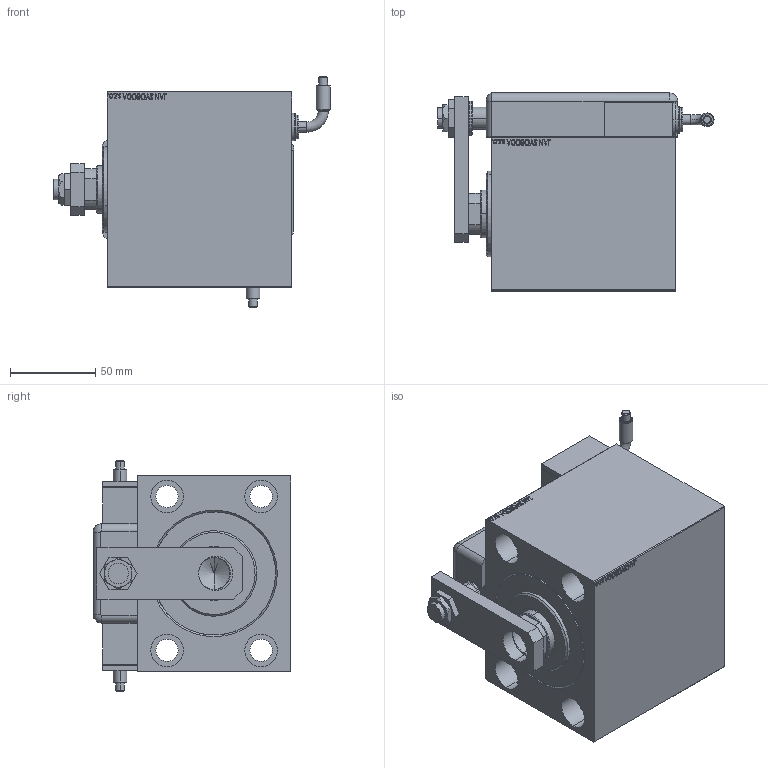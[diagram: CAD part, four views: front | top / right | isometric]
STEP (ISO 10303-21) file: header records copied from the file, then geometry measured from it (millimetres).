
FILE_DESCRIPTION (( 'STEP AP203' ), '1' );
FILE_NAME ('113f.STEP', '2022-10-11T14:41:49', ( '' ), ( '' ), 'SwSTEP 2.0', 'SolidWorks 2019', '' );
FILE_SCHEMA (( 'CONFIG_CONTROL_DESIGN' ));
Length unit declared in the file: millimetre
Products named in the file (13): SWITCH_Q_FRONT_BACK eedb333732d4a2e034bd6b1290e0a759; KRYT eedb333732d4a2e034bd6b1290e0a759; V450CM_C_VCP eedb333732d4a2e034bd6b1290e0a759; MAGNETIC SWITCH Q eedb333732d4a2e034bd6b1290e0a759; SWITCH Q eedb333732d4a2e034bd6b1290e0a759; V450CM_C_Body eedb333732d4a2e034bd6b1290e0a759; TYC eedb333732d4a2e034bd6b1290e0a759; 113f; ZARAZKA_Q eedb333732d4a2e034bd6b1290e0a759; SWITCH DIM A_G eedb333732d4a2e034bd6b1290e0a759; NUT_D13 eedb333732d4a2e034bd6b1290e0a759; V450CM_VC_B eedb333732d4a2e034bd6b1290e0a759; NUT_D19 eedb333732d4a2e034bd6b1290e0a759
Assembly tree (13 placements, depth 3):
  113f
    V450CM_C_Body eedb333732d4a2e034bd6b1290e0a759
    V450CM_C_VCP eedb333732d4a2e034bd6b1290e0a759
    V450CM_VC_B eedb333732d4a2e034bd6b1290e0a759
    MAGNETIC SWITCH Q eedb333732d4a2e034bd6b1290e0a759
      SWITCH_Q_FRONT_BACK eedb333732d4a2e034bd6b1290e0a759
      TYC eedb333732d4a2e034bd6b1290e0a759
      ZARAZKA_Q eedb333732d4a2e034bd6b1290e0a759
      SWITCH DIM A_G eedb333732d4a2e034bd6b1290e0a759
      NUT_D19 eedb333732d4a2e034bd6b1290e0a759
      NUT_D13 eedb333732d4a2e034bd6b1290e0a759
      KRYT eedb333732d4a2e034bd6b1290e0a759
      SWITCH Q eedb333732d4a2e034bd6b1290e0a759  x2
Bounding box: 161.46 x 115.8 x 135.01 mm (x, y, z)
Volume: 1117545 mm3; surface area: 197524.2 mm2
Topology: 13 solids, 13 shells, 1278 faces, 3235 edges, 2130 vertices
Faces by surface type: plane 620, bspline 475, cylinder 125, cone 34, torus 22, sphere 2
Entity records: 61437 total; most frequent: CARTESIAN_POINT 33451, ORIENTED_EDGE 6214, DIRECTION 3953, EDGE_CURVE 3107, VERTEX_POINT 2053, VECTOR 1841, LINE 1841, EDGE_LOOP 1398
